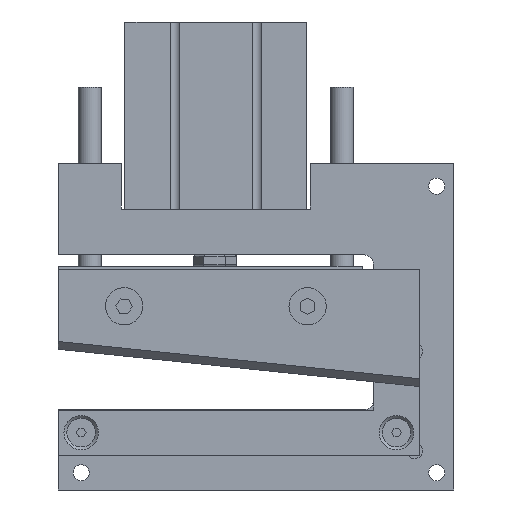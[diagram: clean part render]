
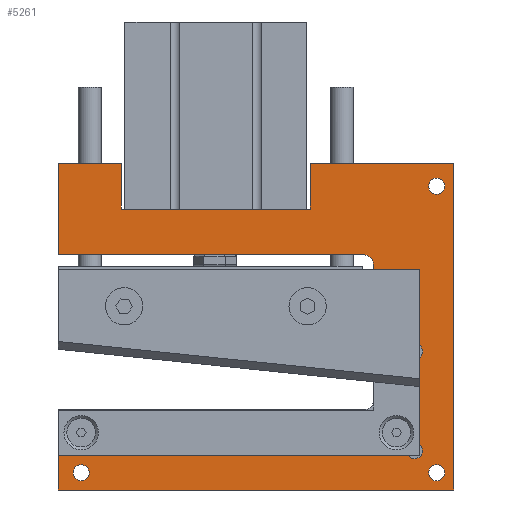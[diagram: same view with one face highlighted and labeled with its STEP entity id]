
A CAD part, front view. The second image highlights one B-rep face of the part: STEP entity #5261.
In plain terms, the highlighted planar face has unit normal (0, -1, 0).
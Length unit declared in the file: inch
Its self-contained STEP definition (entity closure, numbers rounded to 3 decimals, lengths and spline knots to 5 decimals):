
#109=FACE_BOUND('',#853,.T.);
#110=FACE_BOUND('',#854,.T.);
#111=FACE_BOUND('',#855,.T.);
#255=PLANE('',#5683);
#482=FACE_OUTER_BOUND('',#852,.T.);
#852=EDGE_LOOP('',(#3592,#3593,#3594,#3595,#3596,#3597,#3598,#3599,#3600,
#3601,#3602,#3603,#3604,#3605,#3606,#3607,#3608));
#853=EDGE_LOOP('',(#3609));
#854=EDGE_LOOP('',(#3610));
#855=EDGE_LOOP('',(#3611));
#1263=CIRCLE('',#5595,0.11024);
#1265=CIRCLE('',#5598,0.11024);
#1299=CIRCLE('',#5662,0.11024);
#1301=CIRCLE('',#5665,0.11024);
#1303=CIRCLE('',#5668,0.11024);
#1306=CIRCLE('',#5674,0.12598);
#1448=LINE('',#7693,#1883);
#1454=LINE('',#7710,#1889);
#1456=LINE('',#7803,#1891);
#1463=LINE('',#7834,#1898);
#1466=LINE('',#7842,#1901);
#1470=LINE('',#7850,#1905);
#1474=LINE('',#7860,#1909);
#1478=LINE('',#7869,#1913);
#1481=LINE('',#7873,#1916);
#1484=LINE('',#7879,#1919);
#1485=LINE('',#7882,#1920);
#1488=LINE('',#7888,#1923);
#1489=LINE('',#7889,#1924);
#1490=LINE('',#7890,#1925);
#1883=VECTOR('',#6162,4.80611);
#1889=VECTOR('',#6178,1.18702);
#1891=VECTOR('',#6288,4.20472);
#1898=VECTOR('',#6319,1.11811);
#1901=VECTOR('',#6330,0.49008);
#1905=VECTOR('',#6336,0.47244);
#1909=VECTOR('',#6344,0.62992);
#1913=VECTOR('',#6350,0.62992);
#1916=VECTOR('',#6355,2.59843);
#1919=VECTOR('',#6360,0.86614);
#1920=VECTOR('',#6363,1.9685);
#1923=VECTOR('',#6368,5.43307);
#1924=VECTOR('',#6369,4.48819);
#1925=VECTOR('',#6370,1.25984);
#2312=VERTEX_POINT('',#7671);
#2314=VERTEX_POINT('',#7674);
#2316=VERTEX_POINT('',#7680);
#2318=VERTEX_POINT('',#7683);
#2321=VERTEX_POINT('',#7691);
#2357=VERTEX_POINT('',#7800);
#2358=VERTEX_POINT('',#7802);
#2362=VERTEX_POINT('',#7812);
#2364=VERTEX_POINT('',#7817);
#2366=VERTEX_POINT('',#7822);
#2369=VERTEX_POINT('',#7831);
#2370=VERTEX_POINT('',#7833);
#2374=VERTEX_POINT('',#7848);
#2377=VERTEX_POINT('',#7857);
#2378=VERTEX_POINT('',#7859);
#2381=VERTEX_POINT('',#7866);
#2382=VERTEX_POINT('',#7868);
#2384=VERTEX_POINT('',#7877);
#2385=VERTEX_POINT('',#7881);
#2387=VERTEX_POINT('',#7887);
#2785=EDGE_CURVE('',#2314,#2312,#1263,.T.);
#2789=EDGE_CURVE('',#2318,#2316,#1265,.T.);
#2794=EDGE_CURVE('',#2316,#2321,#1448,.T.);
#2803=EDGE_CURVE('',#2312,#2318,#1454,.T.);
#2834=EDGE_CURVE('',#2358,#2357,#1456,.T.);
#2839=EDGE_CURVE('',#2362,#2362,#1299,.T.);
#2841=EDGE_CURVE('',#2364,#2364,#1301,.T.);
#2843=EDGE_CURVE('',#2366,#2366,#1303,.T.);
#2848=EDGE_CURVE('',#2370,#2369,#1463,.T.);
#2852=EDGE_CURVE('',#2370,#2357,#1306,.T.);
#2853=EDGE_CURVE('',#2369,#2314,#1466,.T.);
#2857=EDGE_CURVE('',#2374,#2321,#1470,.T.);
#2861=EDGE_CURVE('',#2378,#2377,#1474,.T.);
#2865=EDGE_CURVE('',#2382,#2381,#1478,.T.);
#2868=EDGE_CURVE('',#2377,#2382,#1481,.T.);
#2871=EDGE_CURVE('',#2381,#2384,#1484,.T.);
#2872=EDGE_CURVE('',#2385,#2378,#1485,.T.);
#2875=EDGE_CURVE('',#2374,#2387,#1488,.T.);
#2876=EDGE_CURVE('',#2387,#2385,#1489,.T.);
#2877=EDGE_CURVE('',#2358,#2384,#1490,.T.);
#3592=ORIENTED_EDGE('',*,*,#2785,.T.);
#3593=ORIENTED_EDGE('',*,*,#2803,.T.);
#3594=ORIENTED_EDGE('',*,*,#2789,.T.);
#3595=ORIENTED_EDGE('',*,*,#2794,.T.);
#3596=ORIENTED_EDGE('',*,*,#2857,.F.);
#3597=ORIENTED_EDGE('',*,*,#2875,.T.);
#3598=ORIENTED_EDGE('',*,*,#2876,.T.);
#3599=ORIENTED_EDGE('',*,*,#2872,.T.);
#3600=ORIENTED_EDGE('',*,*,#2861,.T.);
#3601=ORIENTED_EDGE('',*,*,#2868,.T.);
#3602=ORIENTED_EDGE('',*,*,#2865,.T.);
#3603=ORIENTED_EDGE('',*,*,#2871,.T.);
#3604=ORIENTED_EDGE('',*,*,#2877,.F.);
#3605=ORIENTED_EDGE('',*,*,#2834,.T.);
#3606=ORIENTED_EDGE('',*,*,#2852,.F.);
#3607=ORIENTED_EDGE('',*,*,#2848,.T.);
#3608=ORIENTED_EDGE('',*,*,#2853,.T.);
#3609=ORIENTED_EDGE('',*,*,#2839,.T.);
#3610=ORIENTED_EDGE('',*,*,#2841,.T.);
#3611=ORIENTED_EDGE('',*,*,#2843,.T.);
#5261=ADVANCED_FACE('',(#482,#109,#110,#111),#255,.T.);
#5595=AXIS2_PLACEMENT_3D('',#7675,#6145,#6146);
#5598=AXIS2_PLACEMENT_3D('',#7684,#6153,#6154);
#5662=AXIS2_PLACEMENT_3D('',#7813,#6296,#6297);
#5665=AXIS2_PLACEMENT_3D('',#7818,#6302,#6303);
#5668=AXIS2_PLACEMENT_3D('',#7823,#6308,#6309);
#5674=AXIS2_PLACEMENT_3D('',#7840,#6326,#6327);
#5683=AXIS2_PLACEMENT_3D('',#7886,#6366,#6367);
#6145=DIRECTION('center_axis',(0.,1.,0.));
#6146=DIRECTION('ref_axis',(-1.,0.,0.));
#6153=DIRECTION('center_axis',(0.,1.,0.));
#6154=DIRECTION('ref_axis',(-1.,0.,0.));
#6162=DIRECTION('',(-1.,0.,0.));
#6178=DIRECTION('',(0.,0.,-1.));
#6288=DIRECTION('',(1.,0.,0.));
#6296=DIRECTION('center_axis',(0.,1.,0.));
#6297=DIRECTION('ref_axis',(-1.,0.,0.));
#6302=DIRECTION('center_axis',(0.,1.,0.));
#6303=DIRECTION('ref_axis',(-1.,0.,0.));
#6308=DIRECTION('center_axis',(0.,1.,0.));
#6309=DIRECTION('ref_axis',(-1.,0.,0.));
#6319=DIRECTION('',(0.,0.,-1.));
#6326=DIRECTION('center_axis',(0.,-1.,0.));
#6327=DIRECTION('ref_axis',(0.707,0.,0.707));
#6330=DIRECTION('',(1.,0.,0.));
#6336=DIRECTION('',(0.,0.,1.));
#6344=DIRECTION('',(0.,0.,-1.));
#6350=DIRECTION('',(0.,0.,1.));
#6355=DIRECTION('',(-1.,0.,0.));
#6360=DIRECTION('',(-1.,0.,0.));
#6363=DIRECTION('',(-1.,0.,0.));
#6366=DIRECTION('center_axis',(0.,-1.,0.));
#6367=DIRECTION('ref_axis',(0.,0.,-1.));
#6368=DIRECTION('',(1.,0.,0.));
#6369=DIRECTION('',(0.,0.,1.));
#6370=DIRECTION('',(0.,0.,1.));
#7671=CARTESIAN_POINT('',(4.96063,0.,1.81398));
#7674=CARTESIAN_POINT('',(4.82079,0.,1.98425));
#7675=CARTESIAN_POINT('Origin',(4.8937,0.,1.90157));
#7680=CARTESIAN_POINT('',(4.80611,0.,0.47244));
#7683=CARTESIAN_POINT('',(4.96063,0.,0.62696));
#7684=CARTESIAN_POINT('Origin',(4.8937,0.,0.53937));
#7691=CARTESIAN_POINT('',(0.,0.,0.47244));
#7693=CARTESIAN_POINT('',(2.71654,0.,0.47244));
#7710=CARTESIAN_POINT('',(4.96063,0.,0.23622));
#7800=CARTESIAN_POINT('',(4.20472,0.,3.22835));
#7802=CARTESIAN_POINT('',(0.,0.,3.22835));
#7803=CARTESIAN_POINT('',(4.88189,0.,3.22835));
#7812=CARTESIAN_POINT('',(5.30709,0.,0.23622));
#7813=CARTESIAN_POINT('Origin',(5.19685,0.,0.23622));
#7817=CARTESIAN_POINT('',(0.4252,0.,0.23622));
#7818=CARTESIAN_POINT('Origin',(0.31496,0.,0.23622));
#7822=CARTESIAN_POINT('',(5.30709,0.,4.17323));
#7823=CARTESIAN_POINT('Origin',(5.19685,0.,4.17323));
#7831=CARTESIAN_POINT('',(4.33071,0.,1.98425));
#7833=CARTESIAN_POINT('',(4.33071,0.,3.10236));
#7834=CARTESIAN_POINT('',(4.33071,0.,0.55118));
#7840=CARTESIAN_POINT('Origin',(4.20472,0.,3.10236));
#7842=CARTESIAN_POINT('',(5.19685,0.,1.98425));
#7848=CARTESIAN_POINT('',(0.,0.,0.));
#7850=CARTESIAN_POINT('',(0.,0.,0.));
#7857=CARTESIAN_POINT('',(3.46457,0.,3.85827));
#7859=CARTESIAN_POINT('',(3.46457,0.,4.48819));
#7860=CARTESIAN_POINT('',(3.46457,0.,1.92913));
#7866=CARTESIAN_POINT('',(0.86614,0.,4.48819));
#7868=CARTESIAN_POINT('',(0.86614,0.,3.85827));
#7869=CARTESIAN_POINT('',(0.86614,0.,2.24409));
#7873=CARTESIAN_POINT('',(3.14961,0.,3.85827));
#7877=CARTESIAN_POINT('',(0.,0.,4.48819));
#7879=CARTESIAN_POINT('',(0.,0.,4.48819));
#7881=CARTESIAN_POINT('',(5.43307,0.,4.48819));
#7882=CARTESIAN_POINT('',(0.,0.,4.48819));
#7886=CARTESIAN_POINT('Origin',(5.43307,0.,0.));
#7887=CARTESIAN_POINT('',(5.43307,0.,0.));
#7888=CARTESIAN_POINT('',(0.,0.,0.));
#7889=CARTESIAN_POINT('',(5.43307,0.,0.));
#7890=CARTESIAN_POINT('',(0.,0.,0.));
